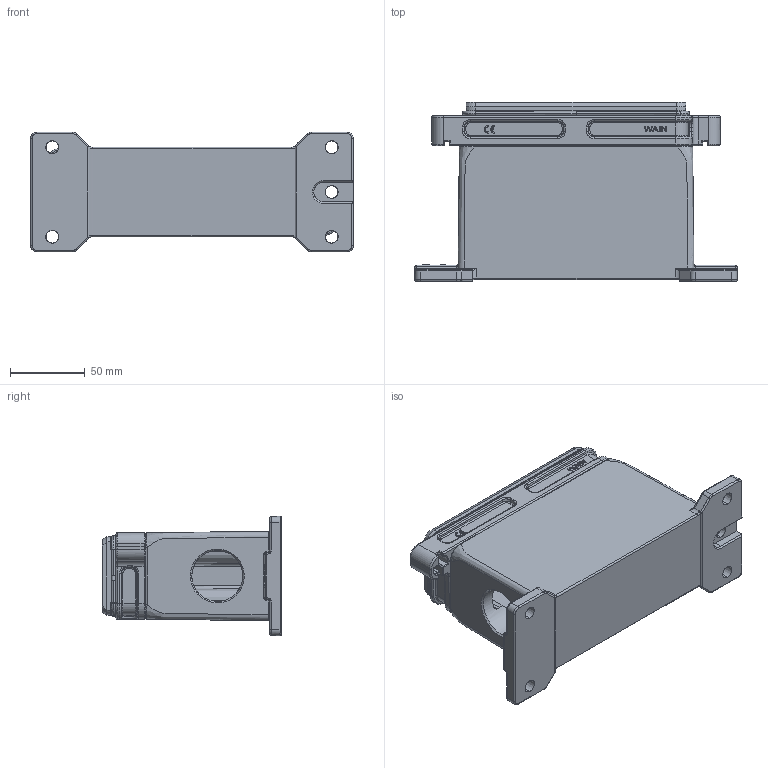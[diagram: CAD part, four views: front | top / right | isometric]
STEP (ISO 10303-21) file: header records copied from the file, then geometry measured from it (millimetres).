
FILE_DESCRIPTION(/* description */ (''),/* implementation_level */ '2;1');
FILE_NAME(/* name */ '3D_1136242405011_HP24B_H-SFH-2T-PG21_V1.0_stp.stp',/* time_stamp */ '2024-04-03T09:22:29+08:00',/* author */ (''),/* organization */ (''),/* preprocessor_version */ 'ST-DEVELOPER v18.1',/* originating_system */ 'SIEMENS PLM Software NX 1980',/* authorisation */ '');
FILE_SCHEMA (('AUTOMOTIVE_DESIGN { 1 0 10303 214 3 1 1 1 }'));
Products named in the file (1): 3D_1136242405004_HP24B_H-SFH-2T-M32_V1.1_stp
Bounding box: 215.96 x 119.9 x 79.96 mm (x, y, z)
Volume: 491085.3 mm3; surface area: 135209.1 mm2
Topology: 1 solids, 7 shells, 1339 faces, 3347 edges, 2039 vertices
Faces by surface type: plane 488, cylinder 424, torus 181, cone 128, bspline 91, sphere 18, extrusion 9
Full cylindrical faces by diameter (mm): 34.1 x1
Entity records: 49509 total; most frequent: CARTESIAN_POINT 21129, ORIENTED_EDGE 6642, DIRECTION 4707, EDGE_CURVE 3321, VERTEX_POINT 2040, AXIS2_PLACEMENT_3D 1709, B_SPLINE_CURVE_WITH_KNOTS 1450, EDGE_LOOP 1411
